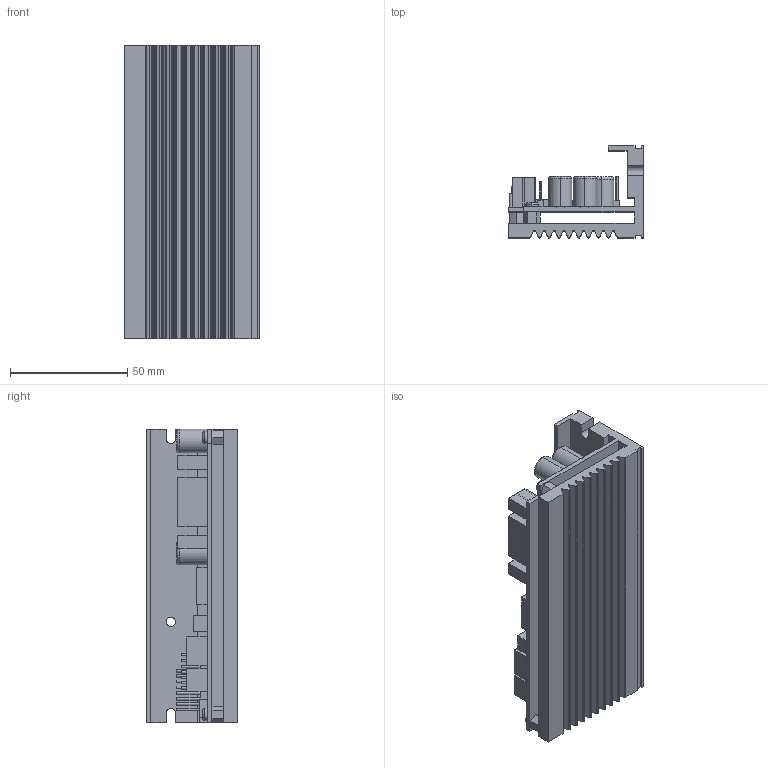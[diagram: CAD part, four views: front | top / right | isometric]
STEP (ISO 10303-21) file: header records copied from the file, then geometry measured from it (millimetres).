
FILE_DESCRIPTION (( 'STEP AP214' ), '1' );
FILE_NAME ('GUX-B(30,50,100W).STEP', '2023-08-02T00:48:28', ( '' ), ( '' ), 'SwSTEP 2.0', 'SolidWorks 2022', '' );
FILE_SCHEMA (( 'AUTOMOTIVE_DESIGN' ));
Length unit declared in the file: millimetre
Products named in the file (1): GUX-B(30,50,100W)
Bounding box: 57.5 x 39 x 125 mm (x, y, z)
Volume: 82732.1 mm3; surface area: 53730.4 mm2
Topology: 1 solids, 1 shells, 341 faces, 850 edges, 562 vertices
Faces by surface type: plane 244, cylinder 87, torus 10
Entity records: 10152 total; most frequent: CARTESIAN_POINT 1754, DIRECTION 1728, ORIENTED_EDGE 1700, EDGE_CURVE 850, VECTOR 656, LINE 656, VERTEX_POINT 562, AXIS2_PLACEMENT_3D 536
